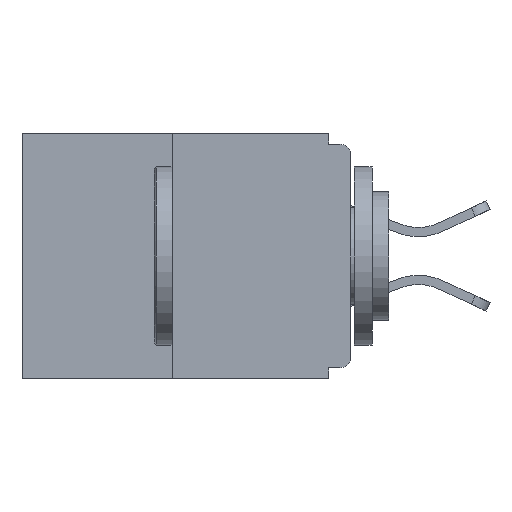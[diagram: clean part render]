
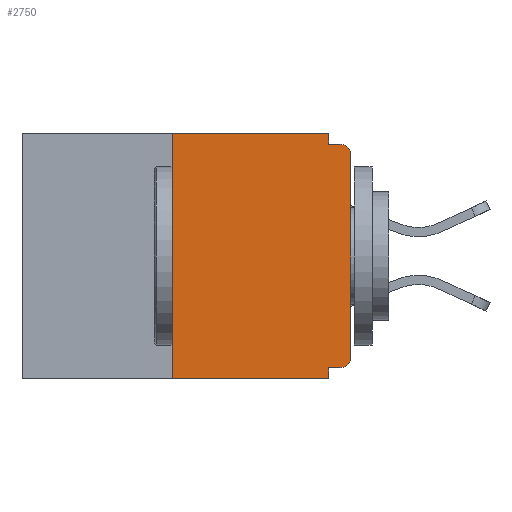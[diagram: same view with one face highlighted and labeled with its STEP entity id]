
A CAD part, left-side view. The second image highlights one B-rep face of the part: STEP entity #2750.
In plain terms, the highlighted planar face has unit normal (-1, 0, 0).
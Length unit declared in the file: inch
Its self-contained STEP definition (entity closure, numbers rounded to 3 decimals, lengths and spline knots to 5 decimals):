
#161 = LINE ( 'NONE', #10419, #1220 ) ;
#226 = DIRECTION ( 'NONE',  ( 0., -1., 0. ) ) ;
#279 = LINE ( 'NONE', #9422, #12169 ) ;
#436 = LINE ( 'NONE', #10306, #7767 ) ;
#682 = CARTESIAN_POINT ( 'NONE',  ( 0., 0.015, -0.015 ) ) ;
#735 = CIRCLE ( 'NONE', #11023, 0.015 ) ;
#952 = ORIENTED_EDGE ( 'NONE', *, *, #10291, .T. ) ;
#971 = EDGE_CURVE ( 'NONE', #10802, #9985, #735, .T. ) ;
#1089 = EDGE_CURVE ( 'NONE', #4986, #4418, #279, .T. ) ;
#1176 = LINE ( 'NONE', #3250, #9201 ) ;
#1220 = VECTOR ( 'NONE', #5567, 39.37008 ) ;
#1449 = ORIENTED_EDGE ( 'NONE', *, *, #3502, .F. ) ;
#1459 = EDGE_CURVE ( 'NONE', #8476, #1619, #1176, .T. ) ;
#1478 = EDGE_LOOP ( 'NONE', ( #5440, #11311, #8950, #9241, #1449, #8583, #952, #2453, #6842, #3620 ) ) ;
#1513 = DIRECTION ( 'NONE',  ( -1., 0., 0. ) ) ;
#1553 = LINE ( 'NONE', #7184, #6374 ) ;
#1619 = VERTEX_POINT ( 'NONE', #3328 ) ;
#1862 = EDGE_CURVE ( 'NONE', #3415, #8476, #161, .T. ) ;
#2052 = CARTESIAN_POINT ( 'NONE',  ( 0., 0.015, -0.313 ) ) ;
#2228 = DIRECTION ( 'NONE',  ( 0., -1., 0. ) ) ;
#2248 = CARTESIAN_POINT ( 'NONE',  ( 0., 0.031, -0.015 ) ) ;
#2282 = DIRECTION ( 'NONE',  ( 0., 0., -1. ) ) ;
#2386 = CARTESIAN_POINT ( 'NONE',  ( 0., 0., -0.03 ) ) ;
#2443 = LINE ( 'NONE', #5415, #12096 ) ;
#2453 = ORIENTED_EDGE ( 'NONE', *, *, #971, .T. ) ;
#2523 = CARTESIAN_POINT ( 'NONE',  ( 0., 0.015, -0.328 ) ) ;
#2661 = EDGE_CURVE ( 'NONE', #8258, #9985, #11536, .T. ) ;
#2747 = DIRECTION ( 'NONE',  ( 0., 0., -1. ) ) ;
#2750 = ADVANCED_FACE ( 'NONE', ( #9759 ), #4029, .F. ) ;
#3250 = CARTESIAN_POINT ( 'NONE',  ( 0., 0.46, 0. ) ) ;
#3328 = CARTESIAN_POINT ( 'NONE',  ( 0., 0.031, 0. ) ) ;
#3415 = VERTEX_POINT ( 'NONE', #8876 ) ;
#3502 = EDGE_CURVE ( 'NONE', #4023, #4986, #2443, .T. ) ;
#3571 = CARTESIAN_POINT ( 'NONE',  ( 0., 0., -0.313 ) ) ;
#3620 = ORIENTED_EDGE ( 'NONE', *, *, #4163, .F. ) ;
#4023 = VERTEX_POINT ( 'NONE', #2523 ) ;
#4029 = PLANE ( 'NONE',  #6655 ) ;
#4163 = EDGE_CURVE ( 'NONE', #1619, #8258, #1553, .T. ) ;
#4182 = AXIS2_PLACEMENT_3D ( 'NONE', #2052, #11332, #8569 ) ;
#4374 = CIRCLE ( 'NONE', #4182, 0.015 ) ;
#4418 = VERTEX_POINT ( 'NONE', #7127 ) ;
#4986 = VERTEX_POINT ( 'NONE', #7864 ) ;
#5231 = CARTESIAN_POINT ( 'NONE',  ( 0., 0.015, -0.03 ) ) ;
#5278 = DIRECTION ( 'NONE',  ( 0., 0., -1. ) ) ;
#5415 = CARTESIAN_POINT ( 'NONE',  ( 0., 0., -0.328 ) ) ;
#5440 = ORIENTED_EDGE ( 'NONE', *, *, #1459, .F. ) ;
#5443 = DIRECTION ( 'NONE',  ( 0., 0., -1. ) ) ;
#5537 = CARTESIAN_POINT ( 'NONE',  ( 0., 0.25, 0. ) ) ;
#5567 = DIRECTION ( 'NONE',  ( 0., 0., 1. ) ) ;
#5896 = DIRECTION ( 'NONE',  ( 1., 0., 0. ) ) ;
#6007 = EDGE_CURVE ( 'NONE', #4023, #7257, #4374, .T. ) ;
#6374 = VECTOR ( 'NONE', #5443, 39.37008 ) ;
#6655 = AXIS2_PLACEMENT_3D ( 'NONE', #11509, #5896, #2282 ) ;
#6842 = ORIENTED_EDGE ( 'NONE', *, *, #2661, .F. ) ;
#7127 = CARTESIAN_POINT ( 'NONE',  ( 0., 0.031, -0.343 ) ) ;
#7160 = DIRECTION ( 'NONE',  ( 0., 1., 0. ) ) ;
#7184 = CARTESIAN_POINT ( 'NONE',  ( 0., 0.031, 0. ) ) ;
#7257 = VERTEX_POINT ( 'NONE', #3571 ) ;
#7767 = VECTOR ( 'NONE', #11216, 39.37008 ) ;
#7864 = CARTESIAN_POINT ( 'NONE',  ( 0., 0.031, -0.328 ) ) ;
#8258 = VERTEX_POINT ( 'NONE', #2248 ) ;
#8280 = VECTOR ( 'NONE', #226, 39.37008 ) ;
#8476 = VERTEX_POINT ( 'NONE', #5537 ) ;
#8569 = DIRECTION ( 'NONE',  ( 0., 0., -1. ) ) ;
#8583 = ORIENTED_EDGE ( 'NONE', *, *, #6007, .T. ) ;
#8761 = LINE ( 'NONE', #10806, #10967 ) ;
#8876 = CARTESIAN_POINT ( 'NONE',  ( 0., 0.25, -0.343 ) ) ;
#8950 = ORIENTED_EDGE ( 'NONE', *, *, #9610, .T. ) ;
#9201 = VECTOR ( 'NONE', #2228, 39.37008 ) ;
#9241 = ORIENTED_EDGE ( 'NONE', *, *, #1089, .F. ) ;
#9422 = CARTESIAN_POINT ( 'NONE',  ( 0., 0.031, -0.343 ) ) ;
#9610 = EDGE_CURVE ( 'NONE', #3415, #4418, #436, .T. ) ;
#9759 = FACE_OUTER_BOUND ( 'NONE', #1478, .T. ) ;
#9892 = DIRECTION ( 'NONE',  ( 0., 0., 1. ) ) ;
#9985 = VERTEX_POINT ( 'NONE', #682 ) ;
#10291 = EDGE_CURVE ( 'NONE', #7257, #10802, #8761, .T. ) ;
#10306 = CARTESIAN_POINT ( 'NONE',  ( 0., 0.46, -0.343 ) ) ;
#10419 = CARTESIAN_POINT ( 'NONE',  ( 0., 0.25, 0. ) ) ;
#10802 = VERTEX_POINT ( 'NONE', #2386 ) ;
#10806 = CARTESIAN_POINT ( 'NONE',  ( 0., 0., 0. ) ) ;
#10967 = VECTOR ( 'NONE', #9892, 39.37008 ) ;
#11023 = AXIS2_PLACEMENT_3D ( 'NONE', #5231, #1513, #5278 ) ;
#11216 = DIRECTION ( 'NONE',  ( 0., -1., 0. ) ) ;
#11311 = ORIENTED_EDGE ( 'NONE', *, *, #1862, .F. ) ;
#11332 = DIRECTION ( 'NONE',  ( -1., 0., 0. ) ) ;
#11438 = CARTESIAN_POINT ( 'NONE',  ( 0., 0., -0.015 ) ) ;
#11509 = CARTESIAN_POINT ( 'NONE',  ( 0., 0.46, 0. ) ) ;
#11536 = LINE ( 'NONE', #11438, #8280 ) ;
#12096 = VECTOR ( 'NONE', #7160, 39.37008 ) ;
#12169 = VECTOR ( 'NONE', #2747, 39.37008 ) ;
